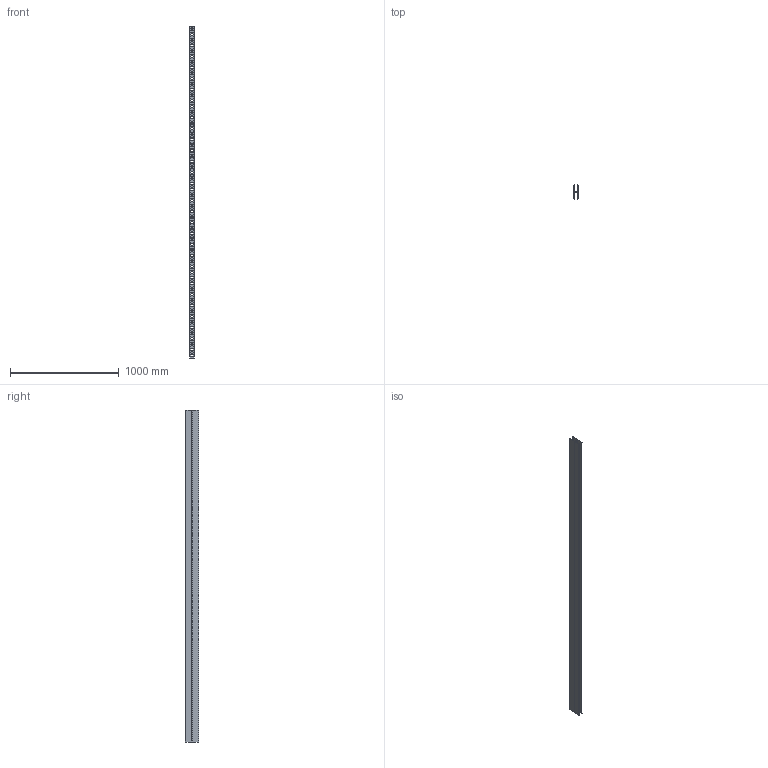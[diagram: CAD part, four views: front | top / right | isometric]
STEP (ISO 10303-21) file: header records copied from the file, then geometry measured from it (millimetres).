
FILE_DESCRIPTION(('TurboCAD Mac Pro'),'Build 980');
FILE_NAME('P5501T.stp',' ',(''),(''),'ACIS Interop','IMSI','TurboCAD Mac Pro BY IMSI, INCORPORATED');
FILE_SCHEMA(('automotive_design'));
Length unit declared in the file: inch
Products named in the file (1): 1
Bounding box: 41.28 x 123.83 x 3048.3 mm (x, y, z)
Volume: 2729065.6 mm3; surface area: 1931931.1 mm2
Topology: 1 solids, 1 shells, 898 faces, 2567 edges, 1671 vertices
Faces by surface type: bspline 480, plane 390, cylinder 28
Entity records: 39075 total; most frequent: CARTESIAN_POINT 11938, ORIENTED_EDGE 5134, EDGE_CURVE 2567, DIRECTION 2315, VERTEX_POINT 1671, LINE 1363, VECTOR 1363, B_SPLINE_CURVE_WITH_KNOTS 1147
